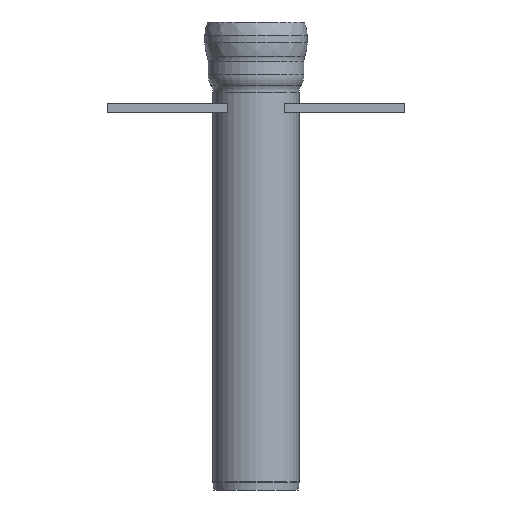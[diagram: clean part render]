
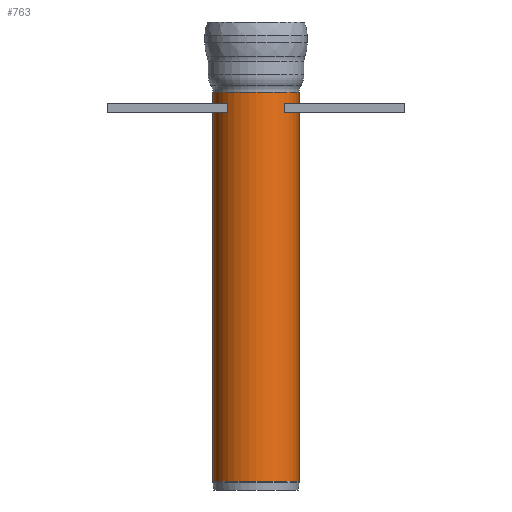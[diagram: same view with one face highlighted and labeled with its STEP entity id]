
A CAD part, front view. The second image highlights one B-rep face of the part: STEP entity #763.
In plain terms, the highlighted cylindrical face has radius 264.997 mm (diameter 529.993 mm), a full revolution.
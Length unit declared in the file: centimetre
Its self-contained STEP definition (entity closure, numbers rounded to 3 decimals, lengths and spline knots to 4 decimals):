
#64=LINE('',#1888,#110);
#110=VECTOR('',#940,26.4997);
#156=CYLINDRICAL_SURFACE('',#820,26.4997);
#170=FACE_OUTER_BOUND('',#216,.T.);
#216=EDGE_LOOP('',(#550,#551,#552,#553,#554));
#266=CIRCLE('',#815,26.4997);
#267=CIRCLE('',#816,26.4997);
#271=CIRCLE('',#821,26.4997);
#341=VERTEX_POINT('',#1877);
#342=VERTEX_POINT('',#1878);
#345=VERTEX_POINT('',#1887);
#420=EDGE_CURVE('',#341,#342,#266,.T.);
#421=EDGE_CURVE('',#342,#341,#267,.T.);
#425=EDGE_CURVE('',#342,#345,#64,.T.);
#426=EDGE_CURVE('',#345,#345,#271,.T.);
#550=ORIENTED_EDGE('',*,*,#420,.F.);
#551=ORIENTED_EDGE('',*,*,#421,.F.);
#552=ORIENTED_EDGE('',*,*,#425,.T.);
#553=ORIENTED_EDGE('',*,*,#426,.F.);
#554=ORIENTED_EDGE('',*,*,#425,.F.);
#763=ADVANCED_FACE('',(#170),#156,.T.);
#815=AXIS2_PLACEMENT_3D('',#1879,#928,#929);
#816=AXIS2_PLACEMENT_3D('',#1880,#930,#931);
#820=AXIS2_PLACEMENT_3D('',#1886,#938,#939);
#821=AXIS2_PLACEMENT_3D('',#1889,#941,#942);
#928=DIRECTION('center_axis',(0.,0.,
-1.));
#929=DIRECTION('ref_axis',(1.,0.,0.));
#930=DIRECTION('center_axis',(0.,0.,
-1.));
#931=DIRECTION('ref_axis',(1.,0.,0.));
#938=DIRECTION('center_axis',(0.,0.,
-1.));
#939=DIRECTION('ref_axis',(-1.,0.,0.));
#940=DIRECTION('',(0.,0.,1.));
#941=DIRECTION('center_axis',(0.,0.,
1.));
#942=DIRECTION('ref_axis',(-1.,0.,0.));
#1877=CARTESIAN_POINT('',(22.1258,27.6072,86.9924));
#1878=CARTESIAN_POINT('',(48.6254,54.1069,86.9924));
#1879=CARTESIAN_POINT('Origin',(22.1258,54.1069,86.9924));
#1880=CARTESIAN_POINT('Origin',(22.1258,54.1069,86.9924));
#1886=CARTESIAN_POINT('Origin',(22.1258,54.1069,-988.8613));
#1887=CARTESIAN_POINT('',(48.6254,54.1069,326.566));
#1888=CARTESIAN_POINT('',(48.6254,54.1069,-988.8613));
#1889=CARTESIAN_POINT('Origin',(22.1258,54.1069,326.566));
